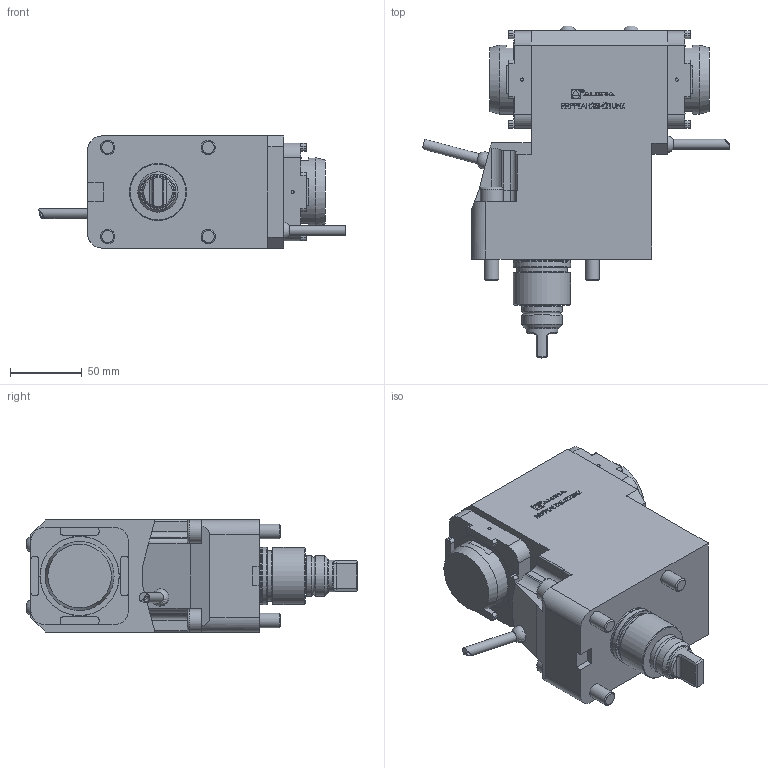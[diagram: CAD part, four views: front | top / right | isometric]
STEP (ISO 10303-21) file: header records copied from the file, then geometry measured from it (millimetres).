
FILE_DESCRIPTION (( 'STEP AP214' ), '1' );
FILE_NAME ('RRPPTAH25I421UNZ.STEP', '2025-10-08T09:09:40', ( '' ), ( '' ), 'SwSTEP 2.0', 'SolidWorks 2023', '' );
FILE_SCHEMA (( 'AUTOMOTIVE_DESIGN' ));
Length unit declared in the file: millimetre
Products named in the file (1): RRPPTAH25I421UNZ
Bounding box: 213.57 x 231.1 x 78 mm (x, y, z)
Volume: 1545335.6 mm3; surface area: 102988.6 mm2
Topology: 1 solids, 1 shells, 590 faces, 1528 edges, 1016 vertices
Faces by surface type: plane 382, cylinder 115, bspline 54, cone 23, torus 10, sphere 6
Full cylindrical faces by diameter (mm): 1.7 x1, 2.1 x1, 4 x2, 6.366 x1, 7 x2, 10 x4, 10.5 x4, 16 x2, 22 x1, 25 x1, 28 x2, 35.1 x1, 39.5 x1, 39.8 x1, 39.9 x1, 48 x2
Entity records: 24013 total; most frequent: CARTESIAN_POINT 6678, ORIENTED_EDGE 2904, DIRECTION 2645, EDGE_CURVE 1452, LINE 1031, VECTOR 1031, VERTEX_POINT 994, AXIS2_PLACEMENT_3D 807
